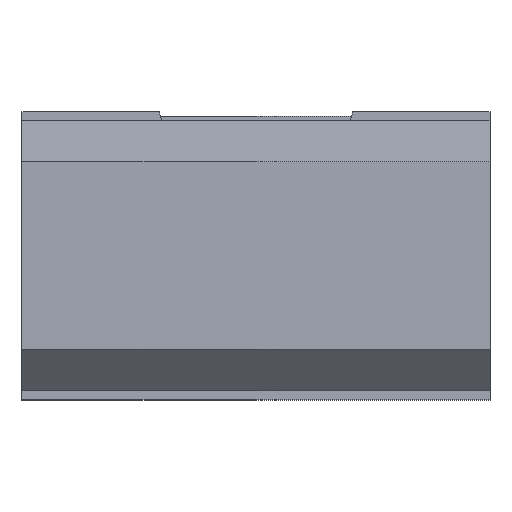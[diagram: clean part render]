
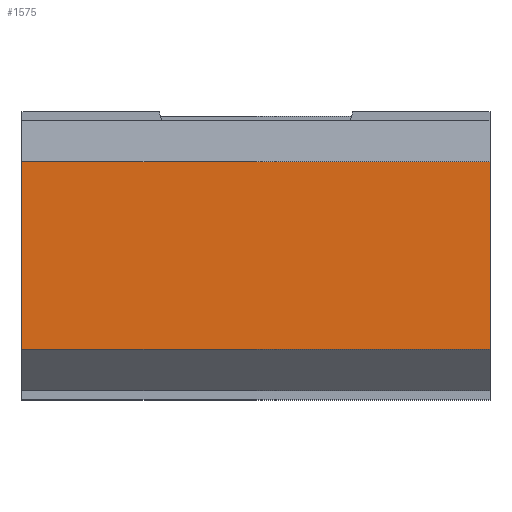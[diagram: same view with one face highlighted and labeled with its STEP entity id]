
A CAD part, top view. The second image highlights one B-rep face of the part: STEP entity #1575.
In plain terms, the highlighted planar face has unit normal (0, 0, 1).
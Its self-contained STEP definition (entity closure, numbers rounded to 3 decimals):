
#1575=ADVANCED_FACE('NONE',(#1975),#1798,.T.);
#1798=PLANE('',#5681);
#1975=FACE_OUTER_BOUND('',#2204,.T.);
#2204=EDGE_LOOP('',(#2669,#2670,#2671,#2672));
#2669=ORIENTED_EDGE('',*,*,#4254,.F.);
#2670=ORIENTED_EDGE('',*,*,#4255,.F.);
#2671=ORIENTED_EDGE('',*,*,#4256,.T.);
#2672=ORIENTED_EDGE('',*,*,#4252,.T.);
#3779=VERTEX_POINT('',#7318);
#3780=VERTEX_POINT('',#7320);
#3781=VERTEX_POINT('',#7324);
#3782=VERTEX_POINT('',#7326);
#4252=EDGE_CURVE('NONE',#3780,#3779,#4863,.T.);
#4254=EDGE_CURVE('NONE',#3781,#3779,#4865,.T.);
#4255=EDGE_CURVE('NONE',#3782,#3781,#4866,.T.);
#4256=EDGE_CURVE('NONE',#3782,#3780,#4867,.T.);
#4863=LINE('',#7319,#5308);
#4865=LINE('',#7323,#5310);
#4866=LINE('',#7325,#5311);
#4867=LINE('',#7327,#5312);
#5308=VECTOR('',#6089,1.);
#5310=VECTOR('',#6093,1.);
#5311=VECTOR('',#6094,1.);
#5312=VECTOR('',#6095,1.);
#5681=AXIS2_PLACEMENT_3D('',#7328,#6096,#6097);
#6089=DIRECTION('',(1.,0.,0.));
#6093=DIRECTION('',(0.,-1.,0.));
#6094=DIRECTION('',(1.,0.,0.));
#6095=DIRECTION('',(0.,-1.,0.));
#6096=DIRECTION('',(0.,0.,1.));
#6097=DIRECTION('',(0.,-1.,0.));
#7318=CARTESIAN_POINT('',(26.,2.8,60.8));
#7319=CARTESIAN_POINT('',(0.,2.8,60.8));
#7320=CARTESIAN_POINT('',(0.,2.8,60.8));
#7323=CARTESIAN_POINT('',(26.,2.8,60.8));
#7324=CARTESIAN_POINT('',(26.,13.2,60.8));
#7325=CARTESIAN_POINT('',(0.,13.2,60.8));
#7326=CARTESIAN_POINT('',(0.,13.2,60.8));
#7327=CARTESIAN_POINT('',(0.,2.8,60.8));
#7328=CARTESIAN_POINT('',(0.,2.8,60.8));
